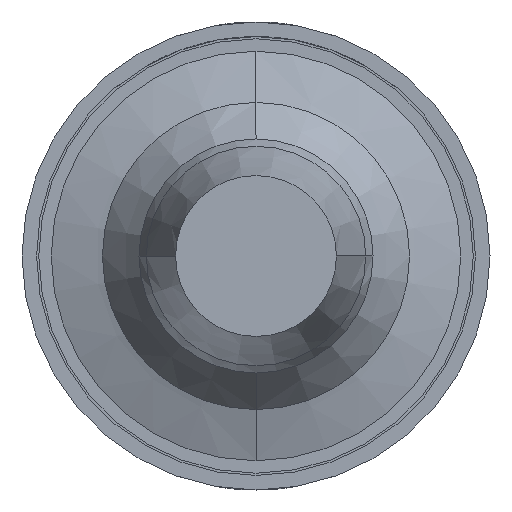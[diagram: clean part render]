
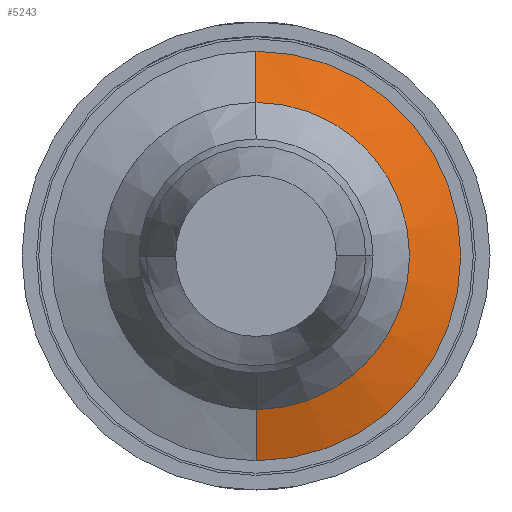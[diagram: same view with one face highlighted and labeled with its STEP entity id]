
A CAD part, front view. The second image highlights one B-rep face of the part: STEP entity #5243.
In plain terms, the highlighted conical face has half-angle 71.565 degrees and reference radius 0.8 mm.
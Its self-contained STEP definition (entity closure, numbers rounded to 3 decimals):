
#384 = EDGE_CURVE ( 'Defeature ausgef�hrt1_25+Defeature ausgef�hrt1_24+Defeature ausgef�hrt1_24+Defeature ausgef�hrt1_24', #4386, #1963, #5112, .T. ) ;
#550 = VERTEX_POINT ( 'NONE', #5656 ) ;
#699 = ORIENTED_EDGE ( 'NONE', *, *, #1419, .F. ) ;
#878 = VERTEX_POINT ( 'NONE', #1759 ) ;
#1029 = ORIENTED_EDGE ( 'NONE', *, *, #384, .T. ) ;
#1059 = DIRECTION ( 'NONE',  ( 0., 0.316, 0.949 ) ) ;
#1419 = EDGE_CURVE ( 'Defeature ausgef�hrt1_26+Defeature ausgef�hrt1_25+Defeature ausgef�hrt1_25+Defeature ausgef�hrt1_25', #878, #550, #3825, .T. ) ;
#1584 = CARTESIAN_POINT ( 'NONE',  ( 0., -41.6, 0. ) ) ;
#1759 = CARTESIAN_POINT ( 'NONE',  ( 0., -41.4, 1.4 ) ) ;
#1784 = ORIENTED_EDGE ( 'NONE', *, *, #3294, .F. ) ;
#1933 = CARTESIAN_POINT ( 'NONE',  ( 0., -41.6, -0.8 ) ) ;
#1963 = VERTEX_POINT ( 'NONE', #4524 ) ;
#2005 = DIRECTION ( 'NONE',  ( 0., 0., -1. ) ) ;
#2008 = CONICAL_SURFACE ( 'NONE', #3844, 0.8, 1.249 ) ;
#2280 = VECTOR ( 'NONE', #1059, 1000. ) ;
#2282 = EDGE_CURVE ( 'NONE', #1963, #550, #4732, .T. ) ;
#2315 = DIRECTION ( 'NONE',  ( 0., 0., -1. ) ) ;
#2576 = DIRECTION ( 'NONE',  ( 0., 0., -1. ) ) ;
#2616 = LINE ( 'NONE', #5760, #2280 ) ;
#2631 = EDGE_LOOP ( 'NONE', ( #1784, #1029, #4357, #699 ) ) ;
#2932 = CARTESIAN_POINT ( 'NONE',  ( 0., -41.4, 0. ) ) ;
#3150 = CARTESIAN_POINT ( 'NONE',  ( 0., -41.6, 0. ) ) ;
#3162 = DIRECTION ( 'NONE',  ( 0., 1., 0. ) ) ;
#3294 = EDGE_CURVE ( 'NONE', #4386, #878, #2616, .T. ) ;
#3825 = CIRCLE ( 'NONE', #4856, 1.4 ) ;
#3844 = AXIS2_PLACEMENT_3D ( 'NONE', #3150, #6819, #2005 ) ;
#3953 = AXIS2_PLACEMENT_3D ( 'NONE', #1584, #3162, #2576 ) ;
#4315 = VECTOR ( 'NONE', #6873, 1000. ) ;
#4357 = ORIENTED_EDGE ( 'NONE', *, *, #2282, .T. ) ;
#4386 = VERTEX_POINT ( 'NONE', #5980 ) ;
#4524 = CARTESIAN_POINT ( 'NONE',  ( 0., -41.6, -0.8 ) ) ;
#4547 = DIRECTION ( 'NONE',  ( 0., 1., 0. ) ) ;
#4732 = LINE ( 'NONE', #1933, #4315 ) ;
#4856 = AXIS2_PLACEMENT_3D ( 'NONE', #2932, #4547, #2315 ) ;
#5112 = CIRCLE ( 'NONE', #3953, 0.8 ) ;
#5243 = ADVANCED_FACE ( 'Defeature ausgef�hrt1_25', ( #6335 ), #2008, .T. ) ;
#5656 = CARTESIAN_POINT ( 'NONE',  ( 0., -41.4, -1.4 ) ) ;
#5760 = CARTESIAN_POINT ( 'NONE',  ( 0., -41.6, 0.8 ) ) ;
#5980 = CARTESIAN_POINT ( 'NONE',  ( 0., -41.6, 0.8 ) ) ;
#6335 = FACE_OUTER_BOUND ( 'NONE', #2631, .T. ) ;
#6819 = DIRECTION ( 'NONE',  ( 0., 1., 0. ) ) ;
#6873 = DIRECTION ( 'NONE',  ( 0., 0.316, -0.949 ) ) ;
